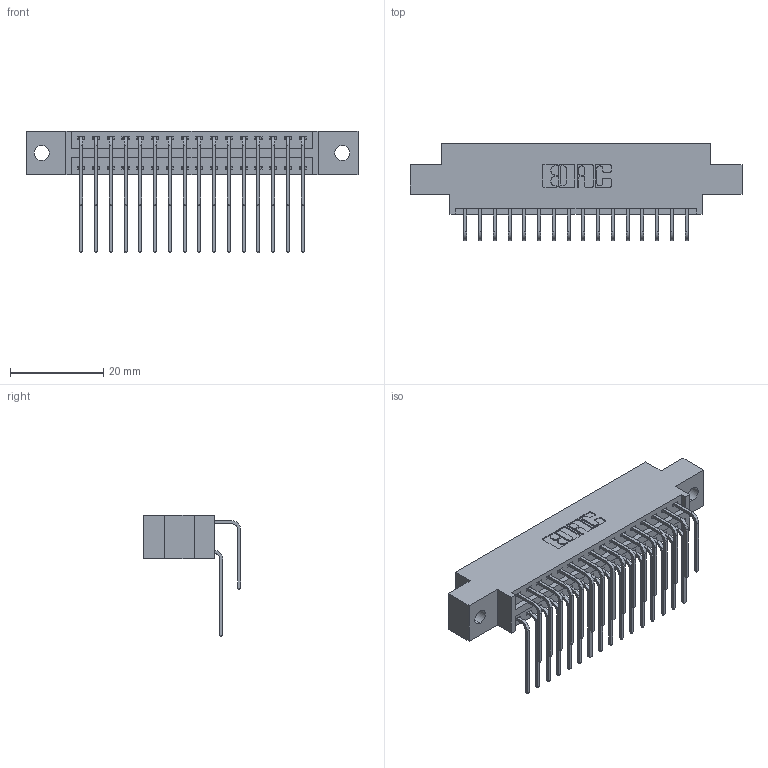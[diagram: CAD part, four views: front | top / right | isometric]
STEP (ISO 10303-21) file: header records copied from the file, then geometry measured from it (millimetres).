
FILE_DESCRIPTION (( 'STEP AP203' ), '1' );
FILE_NAME ('346-032-559-802.STEP', '2022-05-19T18:44:17', ( '' ), ( '' ), 'SwSTEP 2.0', 'SolidWorks 2020', '' );
FILE_SCHEMA (( 'CONFIG_CONTROL_DESIGN' ));
Length unit declared in the file: inch
Products named in the file (4): 346-032-559-802; 345-292-001_558 559 Tail - 1; 345-292-001_559 Tail - 2; 346 Part_0.170 Offset - 0.128 Dia
Assembly tree (33 placements, depth 2):
  346-032-559-802
    346 Part_0.170 Offset - 0.128 Dia
    345-292-001_558 559 Tail - 1  x16
    345-292-001_559 Tail - 2  x16
Bounding box: 71.37 x 20.89 x 26.16 mm (x, y, z)
Volume: 6751.2 mm3; surface area: 9667.3 mm2
Topology: 33 solids, 33 shells, 1854 faces, 5493 edges, 3618 vertices
Faces by surface type: plane 1264, cylinder 590
Entity records: 15861 total; most frequent: CARTESIAN_POINT 2703, ORIENTED_EDGE 2586, DIRECTION 2405, EDGE_CURVE 1293, VECTOR 1057, LINE 1057, VERTEX_POINT 858, AXIS2_PLACEMENT_3D 674
